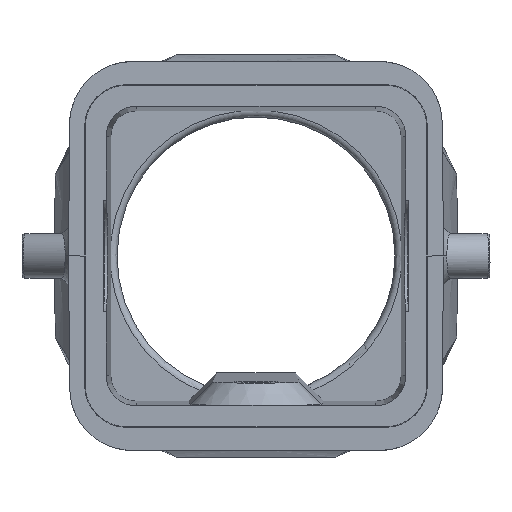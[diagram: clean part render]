
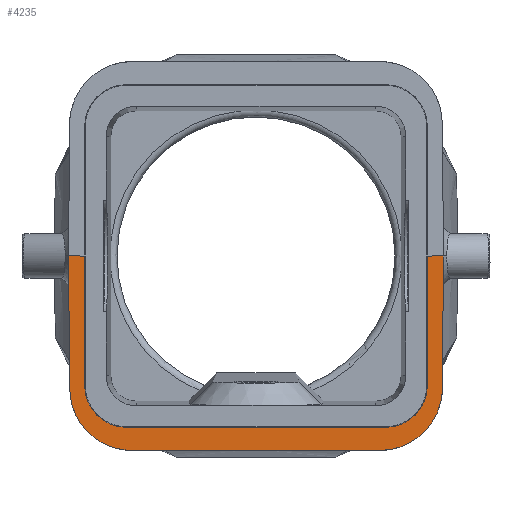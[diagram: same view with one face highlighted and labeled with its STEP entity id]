
A CAD part, front view. The second image highlights one B-rep face of the part: STEP entity #4235.
In plain terms, the highlighted planar face has unit normal (0, -1, -0.009).
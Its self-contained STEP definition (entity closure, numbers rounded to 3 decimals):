
#102=DIRECTION('',(0.,-0.009,1.));
#103=VECTOR('',#102,9.331);
#104=CARTESIAN_POINT('',(-12.333,0.081,
-9.331));
#105=LINE('',#104,#103);
#122=DIRECTION('',(1.,0.,0.));
#123=VECTOR('',#122,1.167);
#124=CARTESIAN_POINT('',(-13.5,0.,
0.));
#125=LINE('',#124,#123);
#126=DIRECTION('',(1.,0.,0.));
#127=VECTOR('',#126,1.167);
#128=CARTESIAN_POINT('',(12.333,0.,0.));
#129=LINE('',#128,#127);
#167=DIRECTION('',(0.009,0.009,-1.));
#168=VECTOR('',#167,9.54);
#169=CARTESIAN_POINT('',(-13.5,0.,
0.));
#170=LINE('',#169,#168);
#208=CARTESIAN_POINT('',(-13.417,0.083,
-9.539));
#209=CARTESIAN_POINT('',(-13.414,0.086,
-9.911));
#210=CARTESIAN_POINT('',(-13.321,0.092,
-10.567));
#211=CARTESIAN_POINT('',(-12.929,0.102,
-11.672));
#212=CARTESIAN_POINT('',(-12.148,0.111,
-12.759));
#213=CARTESIAN_POINT('',(-11.054,0.118,
-13.53));
#214=CARTESIAN_POINT('',(-9.946,0.121,
-13.913));
#215=CARTESIAN_POINT('',(-9.289,0.122,
-14.));
#216=CARTESIAN_POINT('',(-8.917,0.122,-14.));
#218=DIRECTION('',(1.,0.,0.));
#219=VECTOR('',#218,17.834);
#220=CARTESIAN_POINT('',(-8.917,0.122,
-14.));
#221=LINE('',#220,#219);
#475=CARTESIAN_POINT('',(8.917,0.122,-14.));
#476=CARTESIAN_POINT('',(9.289,0.122,-14.));
#477=CARTESIAN_POINT('',(9.946,0.121,-13.913));
#478=CARTESIAN_POINT('',(11.054,0.118,-13.53));
#479=CARTESIAN_POINT('',(12.148,0.111,-12.759));
#480=CARTESIAN_POINT('',(12.929,0.102,-11.672));
#481=CARTESIAN_POINT('',(13.321,0.092,-10.567));
#482=CARTESIAN_POINT('',(13.414,0.086,-9.911));
#483=CARTESIAN_POINT('',(13.417,0.083,-9.539));
#485=DIRECTION('',(0.009,-0.009,1.));
#486=VECTOR('',#485,9.54);
#487=CARTESIAN_POINT('',(13.417,0.083,-9.539));
#488=LINE('',#487,#486);
#3184=DIRECTION('',(0.,0.009,-1.));
#3185=VECTOR('',#3184,9.331);
#3186=CARTESIAN_POINT('',(12.333,0.,
0.));
#3187=LINE('',#3186,#3185);
#3207=CARTESIAN_POINT('',(12.333,0.081,
-9.331));
#3208=CARTESIAN_POINT('',(12.333,0.083,
-9.561));
#3209=CARTESIAN_POINT('',(12.282,0.087,
-10.005));
#3210=CARTESIAN_POINT('',(12.057,0.093,
-10.648));
#3211=CARTESIAN_POINT('',(11.696,0.098,
-11.22));
#3212=CARTESIAN_POINT('',(11.217,0.102,
-11.698));
#3213=CARTESIAN_POINT('',(10.645,0.105,
-12.058));
#3214=CARTESIAN_POINT('',(10.004,0.107,
-12.282));
#3215=CARTESIAN_POINT('',(9.56,0.108,
-12.332));
#3216=CARTESIAN_POINT('',(9.332,0.108,
-12.332));
#3222=DIRECTION('',(-1.,0.,0.));
#3223=VECTOR('',#3222,18.665);
#3224=CARTESIAN_POINT('',(9.332,0.108,
-12.332));
#3225=LINE('',#3224,#3223);
#3245=CARTESIAN_POINT('',(-9.332,0.108,
-12.332));
#3246=CARTESIAN_POINT('',(-9.56,0.108,
-12.332));
#3247=CARTESIAN_POINT('',(-10.004,0.107,
-12.282));
#3248=CARTESIAN_POINT('',(-10.646,0.105,
-12.058));
#3249=CARTESIAN_POINT('',(-11.219,0.102,
-11.697));
#3250=CARTESIAN_POINT('',(-11.698,0.098,
-11.218));
#3251=CARTESIAN_POINT('',(-12.058,0.093,
-10.645));
#3252=CARTESIAN_POINT('',(-12.282,0.087,
-10.003));
#3253=CARTESIAN_POINT('',(-12.333,0.083,
-9.56));
#3254=CARTESIAN_POINT('',(-12.333,0.081,
-9.331));
#3383=CARTESIAN_POINT('',(-12.333,0.081,
-9.331));
#3384=CARTESIAN_POINT('',(-12.333,0.,
0.));
#3385=VERTEX_POINT('',#3383);
#3386=VERTEX_POINT('',#3384);
#3387=CARTESIAN_POINT('',(-13.5,0.,
0.));
#3388=VERTEX_POINT('',#3387);
#3389=VERTEX_POINT('',#3245);
#3390=CARTESIAN_POINT('',(9.332,0.108,
-12.332));
#3391=VERTEX_POINT('',#3390);
#3392=VERTEX_POINT('',#3207);
#3393=CARTESIAN_POINT('',(12.333,0.,
0.));
#3394=VERTEX_POINT('',#3393);
#3395=CARTESIAN_POINT('',(13.5,0.,
0.));
#3396=VERTEX_POINT('',#3395);
#3397=CARTESIAN_POINT('',(13.417,0.083,
-9.539));
#3398=VERTEX_POINT('',#3397);
#3399=VERTEX_POINT('',#475);
#3400=CARTESIAN_POINT('',(-8.917,0.122,
-14.));
#3401=VERTEX_POINT('',#3400);
#3402=VERTEX_POINT('',#208);
#4205=CARTESIAN_POINT('',(-13.5,0.,0.));
#4206=DIRECTION('',(0.,1.,0.009));
#4207=DIRECTION('',(-1.,0.,0.));
#4208=AXIS2_PLACEMENT_3D('',#4205,#4206,#4207);
#4209=PLANE('',#4208);
#4211=ORIENTED_EDGE('',*,*,#4210,.T.);
#4212=ORIENTED_EDGE('',*,*,#4194,.F.);
#4214=ORIENTED_EDGE('',*,*,#4213,.F.);
#4216=ORIENTED_EDGE('',*,*,#4215,.F.);
#4218=ORIENTED_EDGE('',*,*,#4217,.F.);
#4220=ORIENTED_EDGE('',*,*,#4219,.F.);
#4222=ORIENTED_EDGE('',*,*,#4221,.T.);
#4224=ORIENTED_EDGE('',*,*,#4223,.F.);
#4226=ORIENTED_EDGE('',*,*,#4225,.F.);
#4228=ORIENTED_EDGE('',*,*,#4227,.F.);
#4230=ORIENTED_EDGE('',*,*,#4229,.F.);
#4232=ORIENTED_EDGE('',*,*,#4231,.F.);
#4233=EDGE_LOOP('',(#4211,#4212,#4214,#4216,#4218,#4220,#4222,#4224,#4226,#4228,
#4230,#4232));
#4234=FACE_OUTER_BOUND('',#4233,.F.);
#4235=ADVANCED_FACE('',(#4234),#4209,.F.);
#217=B_SPLINE_CURVE_WITH_KNOTS('',3,(#208,#209,#210,#211,#212,#213,#214,#215,
#216),.UNSPECIFIED.,.F.,.F.,(4,1,1,1,1,1,4),(0.,0.125,0.25,0.5,0.75,
0.875,1.),.UNSPECIFIED.);
#484=B_SPLINE_CURVE_WITH_KNOTS('',3,(#475,#476,#477,#478,#479,#480,#481,#482,
#483),.UNSPECIFIED.,.F.,.F.,(4,1,1,1,1,1,4),(0.,0.125,0.25,0.5,0.75,
0.875,1.),.UNSPECIFIED.);
#3217=B_SPLINE_CURVE_WITH_KNOTS('',3,(#3207,#3208,#3209,#3210,#3211,#3212,#3213,
#3214,#3215,#3216),.UNSPECIFIED.,.F.,.F.,(4,1,1,1,1,1,1,4),(0.,
0.143,0.286,0.429,0.571,
0.714,0.857,1.),.UNSPECIFIED.);
#3255=B_SPLINE_CURVE_WITH_KNOTS('',3,(#3245,#3246,#3247,#3248,#3249,#3250,#3251,
#3252,#3253,#3254),.UNSPECIFIED.,.F.,.F.,(4,1,1,1,1,1,1,4),(0.,
0.143,0.286,0.429,0.571,
0.714,0.857,1.),.UNSPECIFIED.);
#4194=EDGE_CURVE('',#3385,#3386,#105,.T.);
#4210=EDGE_CURVE('',#3388,#3386,#125,.T.);
#4213=EDGE_CURVE('',#3389,#3385,#3255,.T.);
#4215=EDGE_CURVE('',#3391,#3389,#3225,.T.);
#4217=EDGE_CURVE('',#3392,#3391,#3217,.T.);
#4219=EDGE_CURVE('',#3394,#3392,#3187,.T.);
#4221=EDGE_CURVE('',#3394,#3396,#129,.T.);
#4223=EDGE_CURVE('',#3398,#3396,#488,.T.);
#4225=EDGE_CURVE('',#3399,#3398,#484,.T.);
#4227=EDGE_CURVE('',#3401,#3399,#221,.T.);
#4229=EDGE_CURVE('',#3402,#3401,#217,.T.);
#4231=EDGE_CURVE('',#3388,#3402,#170,.T.);
